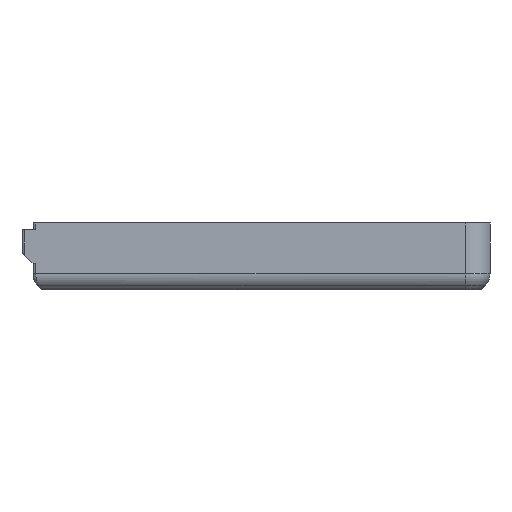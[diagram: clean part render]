
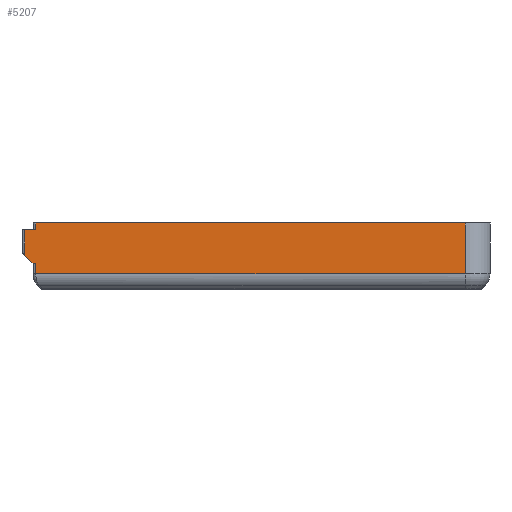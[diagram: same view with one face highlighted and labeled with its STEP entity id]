
A CAD part, left-side view. The second image highlights one B-rep face of the part: STEP entity #5207.
In plain terms, the highlighted planar face has unit normal (-1, 0, 0).
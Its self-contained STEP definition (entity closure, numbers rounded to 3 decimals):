
#35 = VECTOR ( 'NONE', #3553, 1000. ) ;
#120 = ORIENTED_EDGE ( 'NONE', *, *, #740, .F. ) ;
#210 = EDGE_CURVE ( 'NONE', #4418, #1409, #2128, .T. ) ;
#504 = CARTESIAN_POINT ( 'NONE',  ( -83., 47.7, 10.8 ) ) ;
#580 = VECTOR ( 'NONE', #5687, 1000. ) ;
#634 = CARTESIAN_POINT ( 'NONE',  ( -83., 41., 12. ) ) ;
#689 = DIRECTION ( 'NONE',  ( 0., 0., -1. ) ) ;
#718 = CARTESIAN_POINT ( 'NONE',  ( -83., 41., 2.743 ) ) ;
#740 = EDGE_CURVE ( 'NONE', #4940, #5445, #782, .T. ) ;
#782 = LINE ( 'NONE', #2149, #35 ) ;
#804 = ORIENTED_EDGE ( 'NONE', *, *, #4766, .F. ) ;
#1094 = LINE ( 'NONE', #634, #1237 ) ;
#1169 = VECTOR ( 'NONE', #3165, 1000. ) ;
#1235 = DIRECTION ( 'NONE',  ( 0., -1., 0. ) ) ;
#1237 = VECTOR ( 'NONE', #4358, 1000. ) ;
#1313 = CARTESIAN_POINT ( 'NONE',  ( -83., -37., 12. ) ) ;
#1336 = LINE ( 'NONE', #3159, #4639 ) ;
#1360 = CARTESIAN_POINT ( 'NONE',  ( -83., -37., 12. ) ) ;
#1400 = VECTOR ( 'NONE', #3561, 1000. ) ;
#1409 = VERTEX_POINT ( 'NONE', #5210 ) ;
#1489 = EDGE_CURVE ( 'NONE', #5185, #5675, #2590, .T. ) ;
#1543 = CARTESIAN_POINT ( 'NONE',  ( -83., 43., 12. ) ) ;
#1582 = ORIENTED_EDGE ( 'NONE', *, *, #210, .T. ) ;
#1590 = ORIENTED_EDGE ( 'NONE', *, *, #2941, .T. ) ;
#1612 = CARTESIAN_POINT ( 'NONE',  ( -83., 41., 10.8 ) ) ;
#1713 = CARTESIAN_POINT ( 'NONE',  ( -83., 47.7, 4.6 ) ) ;
#1842 = ORIENTED_EDGE ( 'NONE', *, *, #4781, .T. ) ;
#1970 = VERTEX_POINT ( 'NONE', #1612 ) ;
#2104 = ORIENTED_EDGE ( 'NONE', *, *, #1489, .T. ) ;
#2128 = LINE ( 'NONE', #1713, #1400 ) ;
#2149 = CARTESIAN_POINT ( 'NONE',  ( -83., -41.5, 12. ) ) ;
#2271 = VECTOR ( 'NONE', #1235, 1000. ) ;
#2350 = DIRECTION ( 'NONE',  ( 0., -1., 0. ) ) ;
#2453 = EDGE_CURVE ( 'NONE', #1409, #5185, #2627, .T. ) ;
#2507 = FACE_OUTER_BOUND ( 'NONE', #2545, .T. ) ;
#2545 = EDGE_LOOP ( 'NONE', ( #804, #1842, #2759, #1582, #5179, #2104, #4959, #120, #1590 ) ) ;
#2569 = DIRECTION ( 'NONE',  ( 0., 0., -1. ) ) ;
#2590 = LINE ( 'NONE', #3085, #2271 ) ;
#2627 = LINE ( 'NONE', #3962, #3649 ) ;
#2727 = CARTESIAN_POINT ( 'NONE',  ( -83., 43., 10.8 ) ) ;
#2759 = ORIENTED_EDGE ( 'NONE', *, *, #5369, .T. ) ;
#2787 = CARTESIAN_POINT ( 'NONE',  ( -83., 43., 6.1 ) ) ;
#2908 = LINE ( 'NONE', #1543, #580 ) ;
#2941 = EDGE_CURVE ( 'NONE', #4940, #1970, #1094, .T. ) ;
#3012 = CARTESIAN_POINT ( 'NONE',  ( -83., -37., 2.743 ) ) ;
#3085 = CARTESIAN_POINT ( 'NONE',  ( -83., -37., 2.743 ) ) ;
#3159 = CARTESIAN_POINT ( 'NONE',  ( -83., 41.5, 4.6 ) ) ;
#3165 = DIRECTION ( 'NONE',  ( 0., 0., 1. ) ) ;
#3396 = CARTESIAN_POINT ( 'NONE',  ( -83., -41.5, 12. ) ) ;
#3553 = DIRECTION ( 'NONE',  ( 0., -1., 0. ) ) ;
#3561 = DIRECTION ( 'NONE',  ( 0., -1., 0. ) ) ;
#3649 = VECTOR ( 'NONE', #2569, 1000. ) ;
#3962 = CARTESIAN_POINT ( 'NONE',  ( -83., 41., 12. ) ) ;
#3963 = CARTESIAN_POINT ( 'NONE',  ( -83., 41., 12. ) ) ;
#3982 = AXIS2_PLACEMENT_3D ( 'NONE', #3396, #5254, #689 ) ;
#4271 = CARTESIAN_POINT ( 'NONE',  ( -83., 41.5, 4.6 ) ) ;
#4358 = DIRECTION ( 'NONE',  ( 0., 0., -1. ) ) ;
#4418 = VERTEX_POINT ( 'NONE', #4271 ) ;
#4549 = VERTEX_POINT ( 'NONE', #2727 ) ;
#4639 = VECTOR ( 'NONE', #4894, 1000. ) ;
#4649 = LINE ( 'NONE', #504, #4729 ) ;
#4655 = EDGE_CURVE ( 'NONE', #5675, #5445, #5444, .T. ) ;
#4729 = VECTOR ( 'NONE', #2350, 1000. ) ;
#4766 = EDGE_CURVE ( 'NONE', #4549, #1970, #4649, .T. ) ;
#4781 = EDGE_CURVE ( 'NONE', #4549, #5079, #2908, .T. ) ;
#4894 = DIRECTION ( 'NONE',  ( 0., -0.707, -0.707 ) ) ;
#4940 = VERTEX_POINT ( 'NONE', #3963 ) ;
#4959 = ORIENTED_EDGE ( 'NONE', *, *, #4655, .T. ) ;
#5079 = VERTEX_POINT ( 'NONE', #2787 ) ;
#5179 = ORIENTED_EDGE ( 'NONE', *, *, #2453, .T. ) ;
#5185 = VERTEX_POINT ( 'NONE', #718 ) ;
#5207 = ADVANCED_FACE ( 'NONE', ( #2507 ), #5782, .F. ) ;
#5210 = CARTESIAN_POINT ( 'NONE',  ( -83., 41., 4.6 ) ) ;
#5254 = DIRECTION ( 'NONE',  ( 1., 0., 0. ) ) ;
#5369 = EDGE_CURVE ( 'NONE', #5079, #4418, #1336, .T. ) ;
#5444 = LINE ( 'NONE', #1313, #1169 ) ;
#5445 = VERTEX_POINT ( 'NONE', #1360 ) ;
#5675 = VERTEX_POINT ( 'NONE', #3012 ) ;
#5687 = DIRECTION ( 'NONE',  ( 0., 0., -1. ) ) ;
#5782 = PLANE ( 'NONE',  #3982 ) ;
